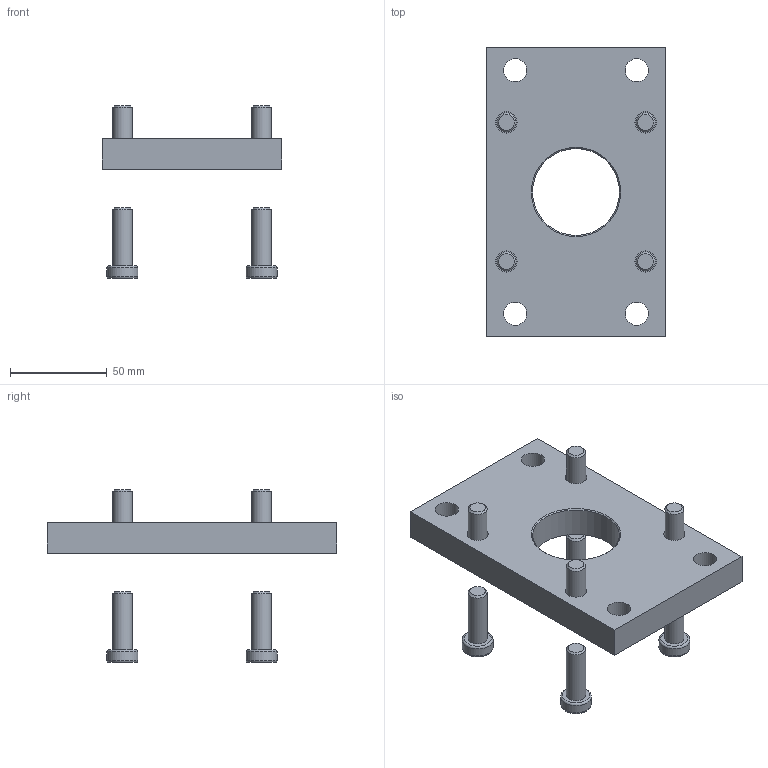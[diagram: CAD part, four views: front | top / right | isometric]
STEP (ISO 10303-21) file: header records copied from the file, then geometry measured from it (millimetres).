
FILE_DESCRIPTION(/* description */ ('STEP AP214'),/* implementation_level */ '2;1');
FILE_NAME(/* name */ '161850_CRFNG-80',/* time_stamp */ '2024-08-08T18:02:01+02:00',/* author */ ('License CC BY-ND 4.0'),/* organization */ ('CADENAS'),/* preprocessor_version */ 'ST-DEVELOPER v19.3',/* originating_system */ 'PARTsolutions',/* authorisation */ ' ');
FILE_SCHEMA (('AUTOMOTIVE_DESIGN {1 0 10303 214 3 1 1}'));
Length unit declared in the file: millimetre
Products named in the file (4): 161850 CRFNG-80; 161850 CRFNG-80---(F); DIN-6912 - M10x25(F); DIN-6912 - M10x30(F)
Assembly tree (9 placements, depth 2):
  161850 CRFNG-80
    161850 CRFNG-80---(F)
    DIN-6912 - M10x25(F)  x4
    DIN-6912 - M10x30(F)  x4
Bounding box: 93 x 150 x 89.5 mm (x, y, z)
Volume: 204267.7 mm3; surface area: 51821.8 mm2
Topology: 9 solids, 9 shells, 256 faces, 493 edges, 267 vertices
Faces by surface type: plane 130, cone 73, cylinder 37, torus 16
Full cylindrical faces by diameter (mm): 5 x8, 10 x8, 11 x4, 12 x4, 16 x8, 18 x4, 45 x1
Entity records: 2120 total; most frequent: DIRECTION 370, CARTESIAN_POINT 368, ORIENTED_EDGE 258, AXIS2_PLACEMENT_3D 161, FACE_BOUND 138, EDGE_LOOP 136, EDGE_CURVE 129, VERTEX_POINT 91
